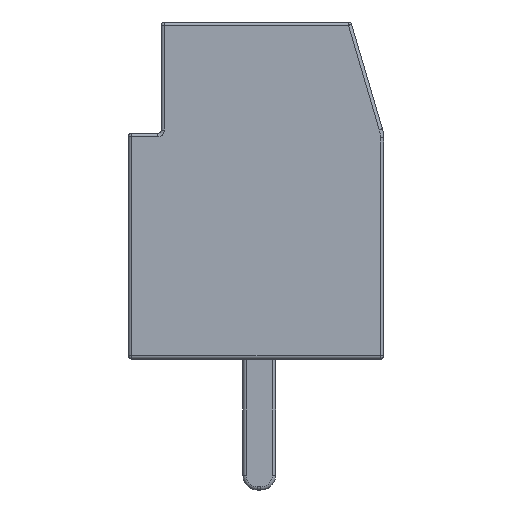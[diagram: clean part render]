
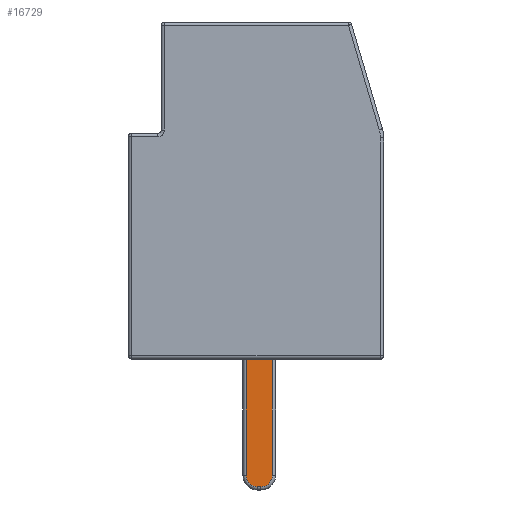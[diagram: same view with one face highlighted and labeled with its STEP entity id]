
A CAD part, left-side view. The second image highlights one B-rep face of the part: STEP entity #16729.
In plain terms, the highlighted planar face has unit normal (-1, 0, 0).
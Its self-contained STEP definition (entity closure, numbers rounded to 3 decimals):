
#16080 = CYLINDRICAL_SURFACE('',#16081,0.1);
#16081 = AXIS2_PLACEMENT_3D('',#16082,#16083,#16084);
#16082 = CARTESIAN_POINT('',(-0.2,0.4,-3.55));
#16083 = DIRECTION('',(0.,0.,1.));
#16084 = DIRECTION('',(-1.,0.,0.));
#16108 = PLANE('',#16109);
#16109 = AXIS2_PLACEMENT_3D('',#16110,#16111,#16112);
#16110 = CARTESIAN_POINT('',(0.,0.,0.5));
#16111 = DIRECTION('',(0.,0.,1.));
#16112 = DIRECTION('',(1.,0.,0.));
#16167 = TOROIDAL_SURFACE('',#16168,0.35,0.1);
#16168 = AXIS2_PLACEMENT_3D('',#16169,#16170,#16171);
#16169 = CARTESIAN_POINT('',(-0.2,0.05,-3.55));
#16170 = DIRECTION('',(1.,0.,0.));
#16171 = DIRECTION('',(0.,0.,-1.));
#16238 = VERTEX_POINT('',#16239);
#16239 = CARTESIAN_POINT('',(-0.3,0.4,-3.55));
#16263 = VERTEX_POINT('',#16264);
#16264 = CARTESIAN_POINT('',(-0.3,0.4,0.5));
#16290 = EDGE_CURVE('',#16238,#16263,#16291,.T.);
#16291 = SURFACE_CURVE('',#16292,(#16296,#16303),.PCURVE_S1.);
#16292 = LINE('',#16293,#16294);
#16293 = CARTESIAN_POINT('',(-0.3,0.4,-3.55));
#16294 = VECTOR('',#16295,1.);
#16295 = DIRECTION('',(0.,0.,1.));
#16296 = PCURVE('',#16080,#16297);
#16297 = DEFINITIONAL_REPRESENTATION('',(#16298),#16302);
#16298 = LINE('',#16299,#16300);
#16299 = CARTESIAN_POINT('',(-0.,0.));
#16300 = VECTOR('',#16301,1.);
#16301 = DIRECTION('',(-0.,1.));
#16302 = ( GEOMETRIC_REPRESENTATION_CONTEXT(2) 
PARAMETRIC_REPRESENTATION_CONTEXT() REPRESENTATION_CONTEXT('2D SPACE',''
  ) );
#16303 = PCURVE('',#16304,#16309);
#16304 = PLANE('',#16305);
#16305 = AXIS2_PLACEMENT_3D('',#16306,#16307,#16308);
#16306 = CARTESIAN_POINT('',(-0.3,-0.5,-4.));
#16307 = DIRECTION('',(-1.,0.,0.));
#16308 = DIRECTION('',(0.,1.,0.));
#16309 = DEFINITIONAL_REPRESENTATION('',(#16310),#16314);
#16310 = LINE('',#16311,#16312);
#16311 = CARTESIAN_POINT('',(0.9,-0.45));
#16312 = VECTOR('',#16313,1.);
#16313 = DIRECTION('',(0.,-1.));
#16314 = ( GEOMETRIC_REPRESENTATION_CONTEXT(2) 
PARAMETRIC_REPRESENTATION_CONTEXT() REPRESENTATION_CONTEXT('2D SPACE',''
  ) );
#16399 = EDGE_CURVE('',#16400,#16263,#16402,.T.);
#16400 = VERTEX_POINT('',#16401);
#16401 = CARTESIAN_POINT('',(-0.3,-0.4,0.5));
#16402 = SURFACE_CURVE('',#16403,(#16407,#16414),.PCURVE_S1.);
#16403 = LINE('',#16404,#16405);
#16404 = CARTESIAN_POINT('',(-0.3,-0.5,0.5));
#16405 = VECTOR('',#16406,1.);
#16406 = DIRECTION('',(0.,1.,0.));
#16407 = PCURVE('',#16108,#16408);
#16408 = DEFINITIONAL_REPRESENTATION('',(#16409),#16413);
#16409 = LINE('',#16410,#16411);
#16410 = CARTESIAN_POINT('',(-0.3,-0.5));
#16411 = VECTOR('',#16412,1.);
#16412 = DIRECTION('',(0.,1.));
#16413 = ( GEOMETRIC_REPRESENTATION_CONTEXT(2) 
PARAMETRIC_REPRESENTATION_CONTEXT() REPRESENTATION_CONTEXT('2D SPACE',''
  ) );
#16414 = PCURVE('',#16304,#16415);
#16415 = DEFINITIONAL_REPRESENTATION('',(#16416),#16420);
#16416 = LINE('',#16417,#16418);
#16417 = CARTESIAN_POINT('',(0.,-4.5));
#16418 = VECTOR('',#16419,1.);
#16419 = DIRECTION('',(1.,0.));
#16420 = ( GEOMETRIC_REPRESENTATION_CONTEXT(2) 
PARAMETRIC_REPRESENTATION_CONTEXT() REPRESENTATION_CONTEXT('2D SPACE',''
  ) );
#16439 = CYLINDRICAL_SURFACE('',#16440,0.1);
#16440 = AXIS2_PLACEMENT_3D('',#16441,#16442,#16443);
#16441 = CARTESIAN_POINT('',(-0.2,-0.4,0.5));
#16442 = DIRECTION('',(-0.,-0.,-1.));
#16443 = DIRECTION('',(-1.,0.,0.));
#16538 = VERTEX_POINT('',#16539);
#16539 = CARTESIAN_POINT('',(-0.3,0.05,-3.9));
#16554 = CYLINDRICAL_SURFACE('',#16555,0.1);
#16555 = AXIS2_PLACEMENT_3D('',#16556,#16557,#16558);
#16556 = CARTESIAN_POINT('',(-0.2,-0.05,-3.9));
#16557 = DIRECTION('',(0.,1.,0.));
#16558 = DIRECTION('',(-1.,0.,0.));
#16566 = EDGE_CURVE('',#16538,#16238,#16567,.T.);
#16567 = SURFACE_CURVE('',#16568,(#16573,#16580),.PCURVE_S1.);
#16568 = CIRCLE('',#16569,0.35);
#16569 = AXIS2_PLACEMENT_3D('',#16570,#16571,#16572);
#16570 = CARTESIAN_POINT('',(-0.3,0.05,-3.55));
#16571 = DIRECTION('',(1.,-0.,0.));
#16572 = DIRECTION('',(0.,0.,-1.));
#16573 = PCURVE('',#16167,#16574);
#16574 = DEFINITIONAL_REPRESENTATION('',(#16575),#16579);
#16575 = LINE('',#16576,#16577);
#16576 = CARTESIAN_POINT('',(0.,4.712));
#16577 = VECTOR('',#16578,1.);
#16578 = DIRECTION('',(1.,0.));
#16579 = ( GEOMETRIC_REPRESENTATION_CONTEXT(2) 
PARAMETRIC_REPRESENTATION_CONTEXT() REPRESENTATION_CONTEXT('2D SPACE',''
  ) );
#16580 = PCURVE('',#16304,#16581);
#16581 = DEFINITIONAL_REPRESENTATION('',(#16582),#16590);
#16582 = ( BOUNDED_CURVE() B_SPLINE_CURVE(2,(#16583,#16584,#16585,#16586
    ,#16587,#16588,#16589),.UNSPECIFIED.,.T.,.F.) 
B_SPLINE_CURVE_WITH_KNOTS((1,2,2,2,2,1),(-2.094,0.,
    2.094,4.189,6.283,8.378),
.UNSPECIFIED.) CURVE() GEOMETRIC_REPRESENTATION_ITEM() 
RATIONAL_B_SPLINE_CURVE((1.,0.5,1.,0.5,1.,0.5,1.)) REPRESENTATION_ITEM(
  '') );
#16583 = CARTESIAN_POINT('',(0.55,-0.1));
#16584 = CARTESIAN_POINT('',(1.156,-0.1));
#16585 = CARTESIAN_POINT('',(0.853,-0.625));
#16586 = CARTESIAN_POINT('',(0.55,-1.15));
#16587 = CARTESIAN_POINT('',(0.247,-0.625));
#16588 = CARTESIAN_POINT('',(-0.056,-0.1));
#16589 = CARTESIAN_POINT('',(0.55,-0.1));
#16590 = ( GEOMETRIC_REPRESENTATION_CONTEXT(2) 
PARAMETRIC_REPRESENTATION_CONTEXT() REPRESENTATION_CONTEXT('2D SPACE',''
  ) );
#16729 = ADVANCED_FACE('',(#16730),#16304,.T.);
#16730 = FACE_BOUND('',#16731,.T.);
#16731 = EDGE_LOOP('',(#16732,#16733,#16734,#16735,#16758,#16791));
#16732 = ORIENTED_EDGE('',*,*,#16399,.T.);
#16733 = ORIENTED_EDGE('',*,*,#16290,.F.);
#16734 = ORIENTED_EDGE('',*,*,#16566,.F.);
#16735 = ORIENTED_EDGE('',*,*,#16736,.F.);
#16736 = EDGE_CURVE('',#16737,#16538,#16739,.T.);
#16737 = VERTEX_POINT('',#16738);
#16738 = CARTESIAN_POINT('',(-0.3,-0.05,-3.9));
#16739 = SURFACE_CURVE('',#16740,(#16744,#16751),.PCURVE_S1.);
#16740 = LINE('',#16741,#16742);
#16741 = CARTESIAN_POINT('',(-0.3,-0.05,-3.9));
#16742 = VECTOR('',#16743,1.);
#16743 = DIRECTION('',(0.,1.,0.));
#16744 = PCURVE('',#16304,#16745);
#16745 = DEFINITIONAL_REPRESENTATION('',(#16746),#16750);
#16746 = LINE('',#16747,#16748);
#16747 = CARTESIAN_POINT('',(0.45,-0.1));
#16748 = VECTOR('',#16749,1.);
#16749 = DIRECTION('',(1.,0.));
#16750 = ( GEOMETRIC_REPRESENTATION_CONTEXT(2) 
PARAMETRIC_REPRESENTATION_CONTEXT() REPRESENTATION_CONTEXT('2D SPACE',''
  ) );
#16751 = PCURVE('',#16554,#16752);
#16752 = DEFINITIONAL_REPRESENTATION('',(#16753),#16757);
#16753 = LINE('',#16754,#16755);
#16754 = CARTESIAN_POINT('',(-0.,0.));
#16755 = VECTOR('',#16756,1.);
#16756 = DIRECTION('',(-0.,1.));
#16757 = ( GEOMETRIC_REPRESENTATION_CONTEXT(2) 
PARAMETRIC_REPRESENTATION_CONTEXT() REPRESENTATION_CONTEXT('2D SPACE',''
  ) );
#16758 = ORIENTED_EDGE('',*,*,#16759,.F.);
#16759 = EDGE_CURVE('',#16760,#16737,#16762,.T.);
#16760 = VERTEX_POINT('',#16761);
#16761 = CARTESIAN_POINT('',(-0.3,-0.4,-3.55));
#16762 = SURFACE_CURVE('',#16763,(#16768,#16779),.PCURVE_S1.);
#16763 = CIRCLE('',#16764,0.35);
#16764 = AXIS2_PLACEMENT_3D('',#16765,#16766,#16767);
#16765 = CARTESIAN_POINT('',(-0.3,-0.05,-3.55));
#16766 = DIRECTION('',(1.,0.,0.));
#16767 = DIRECTION('',(0.,-1.,0.));
#16768 = PCURVE('',#16304,#16769);
#16769 = DEFINITIONAL_REPRESENTATION('',(#16770),#16778);
#16770 = ( BOUNDED_CURVE() B_SPLINE_CURVE(2,(#16771,#16772,#16773,#16774
    ,#16775,#16776,#16777),.UNSPECIFIED.,.T.,.F.) 
B_SPLINE_CURVE_WITH_KNOTS((1,2,2,2,2,1),(-2.094,0.,
    2.094,4.189,6.283,8.378),
.UNSPECIFIED.) CURVE() GEOMETRIC_REPRESENTATION_ITEM() 
RATIONAL_B_SPLINE_CURVE((1.,0.5,1.,0.5,1.,0.5,1.)) REPRESENTATION_ITEM(
  '') );
#16771 = CARTESIAN_POINT('',(0.1,-0.45));
#16772 = CARTESIAN_POINT('',(0.1,0.156));
#16773 = CARTESIAN_POINT('',(0.625,-0.147));
#16774 = CARTESIAN_POINT('',(1.15,-0.45));
#16775 = CARTESIAN_POINT('',(0.625,-0.753));
#16776 = CARTESIAN_POINT('',(0.1,-1.056));
#16777 = CARTESIAN_POINT('',(0.1,-0.45));
#16778 = ( GEOMETRIC_REPRESENTATION_CONTEXT(2) 
PARAMETRIC_REPRESENTATION_CONTEXT() REPRESENTATION_CONTEXT('2D SPACE',''
  ) );
#16779 = PCURVE('',#16780,#16785);
#16780 = TOROIDAL_SURFACE('',#16781,0.35,0.1);
#16781 = AXIS2_PLACEMENT_3D('',#16782,#16783,#16784);
#16782 = CARTESIAN_POINT('',(-0.2,-0.05,-3.55));
#16783 = DIRECTION('',(1.,0.,0.));
#16784 = DIRECTION('',(0.,-1.,0.));
#16785 = DEFINITIONAL_REPRESENTATION('',(#16786),#16790);
#16786 = LINE('',#16787,#16788);
#16787 = CARTESIAN_POINT('',(0.,4.712));
#16788 = VECTOR('',#16789,1.);
#16789 = DIRECTION('',(1.,0.));
#16790 = ( GEOMETRIC_REPRESENTATION_CONTEXT(2) 
PARAMETRIC_REPRESENTATION_CONTEXT() REPRESENTATION_CONTEXT('2D SPACE',''
  ) );
#16791 = ORIENTED_EDGE('',*,*,#16792,.F.);
#16792 = EDGE_CURVE('',#16400,#16760,#16793,.T.);
#16793 = SURFACE_CURVE('',#16794,(#16798,#16805),.PCURVE_S1.);
#16794 = LINE('',#16795,#16796);
#16795 = CARTESIAN_POINT('',(-0.3,-0.4,0.5));
#16796 = VECTOR('',#16797,1.);
#16797 = DIRECTION('',(-0.,-0.,-1.));
#16798 = PCURVE('',#16304,#16799);
#16799 = DEFINITIONAL_REPRESENTATION('',(#16800),#16804);
#16800 = LINE('',#16801,#16802);
#16801 = CARTESIAN_POINT('',(0.1,-4.5));
#16802 = VECTOR('',#16803,1.);
#16803 = DIRECTION('',(0.,1.));
#16804 = ( GEOMETRIC_REPRESENTATION_CONTEXT(2) 
PARAMETRIC_REPRESENTATION_CONTEXT() REPRESENTATION_CONTEXT('2D SPACE',''
  ) );
#16805 = PCURVE('',#16439,#16806);
#16806 = DEFINITIONAL_REPRESENTATION('',(#16807),#16811);
#16807 = LINE('',#16808,#16809);
#16808 = CARTESIAN_POINT('',(-0.,0.));
#16809 = VECTOR('',#16810,1.);
#16810 = DIRECTION('',(-0.,1.));
#16811 = ( GEOMETRIC_REPRESENTATION_CONTEXT(2) 
PARAMETRIC_REPRESENTATION_CONTEXT() REPRESENTATION_CONTEXT('2D SPACE',''
  ) );
